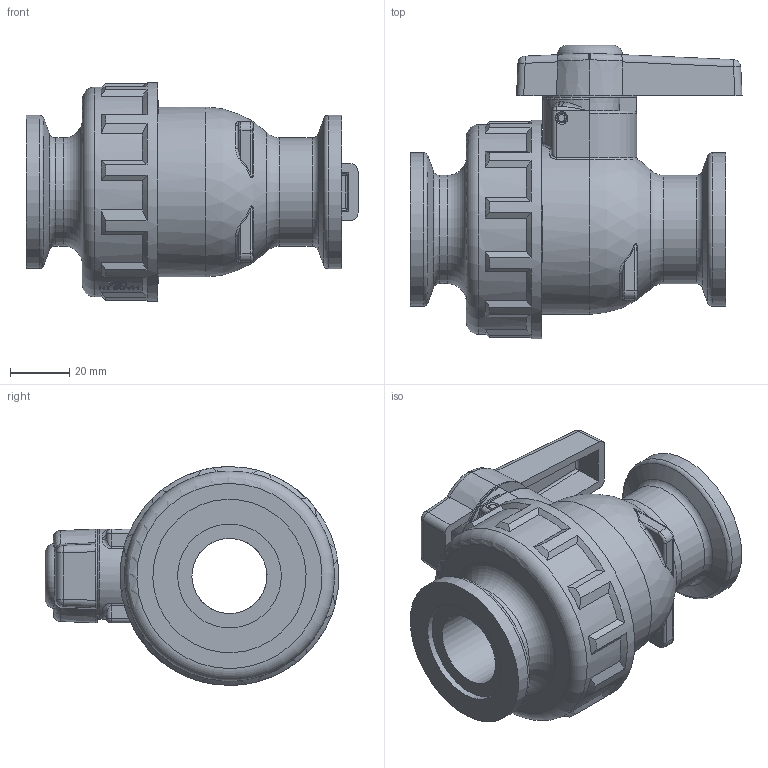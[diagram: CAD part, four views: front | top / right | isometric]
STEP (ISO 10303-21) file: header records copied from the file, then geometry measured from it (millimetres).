
FILE_DESCRIPTION(/* description */ ('1" FP MANIFOLD UNION VALVE'),/* implementation_level */ '2;1');
FILE_NAME(/* name */ 'MSUV100FP.stp',/* time_stamp */ '2023-10-02T12:57:21-04:00',/* author */ ('MJC'),/* organization */ (''),/* preprocessor_version */ 'ST-DEVELOPER v18.1',/* originating_system */ 'Autodesk Inventor 2022',/* authorisation */ '');
FILE_SCHEMA (('AUTOMOTIVE_DESIGN { 1 0 10303 214 3 1 1 }'));
Products named in the file (13): MSUV100FP; MSUV10254; UV10257; V10258B; SUV10153; F10E; WS20002; MSUV10150; V10163E; V07353C; WS10255; WS10255M; WS10255X
Assembly tree (15 placements, depth 4):
  MSUV100FP
    MSUV10254
    UV10257
    V10258B  x2
    SUV10153
    F10E  x3
    WS20002
    MSUV10150
    V10163E
    V07353C
    WS10255
      WS10255M
        WS10255X
Bounding box: 112.2 x 99.31 x 73.98 mm (x, y, z)
Volume: 202319.9 mm3; surface area: 94428.8 mm2
Topology: 13 solids, 13 shells, 865 faces, 2163 edges, 1393 vertices
Faces by surface type: plane 384, bspline 174, cylinder 159, cone 83, torus 56, sphere 9
Full cylindrical faces by diameter (mm): 3.175 x2, 3.251 x1, 7.938 x1, 12.548 x1, 15.24 x1, 15.494 x4, 20.32 x4, 20.574 x1, 22.352 x1, 25.4 x4, 25.908 x2, 27.229 x3, 27.813 x2, 31.75 x1, 32.893 x2, 33.35 x3, 35.052 x2, 36.398 x1, 36.576 x2, 36.601 x1, 38.075 x2, 38.1 x2, 46.609 x1, 46.736 x1, 47.752 x1, 48.514 x1, 51.562 x1, 51.816 x2, 53.086 x1, 54.61 x1
Entity records: 45383 total; most frequent: CARTESIAN_POINT 25956, ORIENTED_EDGE 4234, DIRECTION 3451, EDGE_CURVE 2117, VERTEX_POINT 1367, AXIS2_PLACEMENT_3D 1248, LINE 955, VECTOR 955
